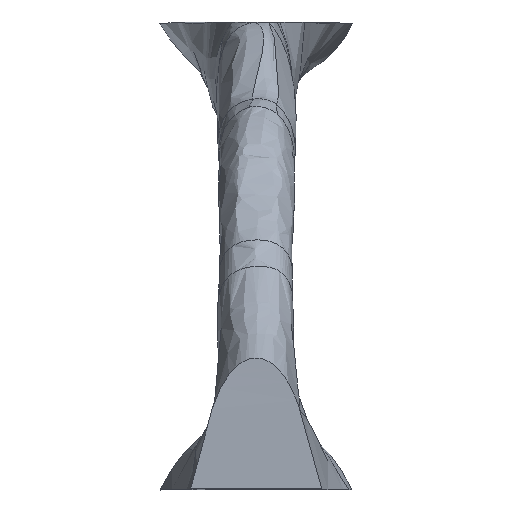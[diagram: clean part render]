
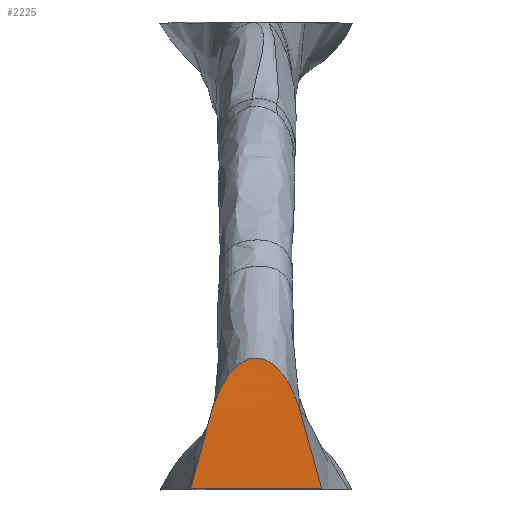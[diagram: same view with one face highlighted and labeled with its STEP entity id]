
A CAD part, top view. The second image highlights one B-rep face of the part: STEP entity #2225.
In plain terms, the highlighted planar face has unit normal (0, 0, -1).
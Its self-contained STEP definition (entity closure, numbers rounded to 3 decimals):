
#2126 = CARTESIAN_POINT('', (2.798,-10.,40.));
#2127 = VERTEX_POINT('', #2126);
#2135 = CARTESIAN_POINT('', (-2.817,-10.,40.));
#2136 = VERTEX_POINT('', #2135);
#2137 = CARTESIAN_POINT('', (-2.82,-9.997,39.997));
#2138 = CARTESIAN_POINT('', (-0.947,-10.003,40.003));
#2139 = CARTESIAN_POINT('', (0.926,-10.,40.));
#2140 = CARTESIAN_POINT('', (2.8,-9.999,39.999));
#2141 = (BOUNDED_CURVE() B_SPLINE_CURVE(3,(#2137,#2138,#2139,#2140),.UNSPECIFIED.,.F.,.F.) B_SPLINE_CURVE_WITH_KNOTS((4,4),(0.,1.),.UNSPECIFIED.) CURVE() GEOMETRIC_REPRESENTATION_ITEM() RATIONAL_B_SPLINE_CURVE((1.,1.,1.,1.)) REPRESENTATION_ITEM(''));
#2142 = EDGE_CURVE('', #2136, #2127, #2141, .T.);
#2192 = CARTESIAN_POINT('', (-0.017,-7.72,40.));
#2193 = DIRECTION('', (0.,0.,1.));
#2194 = DIRECTION('', (0.,-1.,0.));
#2195 = AXIS2_PLACEMENT_3D('', #2192, #2193, #2194);
#2196 = PLANE('', #2195);
#2197 = CARTESIAN_POINT('', (-1.895,-6.593,40.004));
#2198 = VERTEX_POINT('', #2197);
#2199 = CARTESIAN_POINT('', (-2.82,-9.997,39.997));
#2200 = CARTESIAN_POINT('', (-2.562,-8.903,39.98));
#2201 = CARTESIAN_POINT('', (-2.213,-7.744,40.018));
#2202 = CARTESIAN_POINT('', (-1.895,-6.593,40.004));
#2203 = (BOUNDED_CURVE() B_SPLINE_CURVE(3,(#2199,#2200,#2201,#2202),.UNSPECIFIED.,.F.,.F.) B_SPLINE_CURVE_WITH_KNOTS((4,4),(0.,1.),.UNSPECIFIED.) CURVE() GEOMETRIC_REPRESENTATION_ITEM() RATIONAL_B_SPLINE_CURVE((1.,1.,1.,1.)) REPRESENTATION_ITEM(''));
#2204 = EDGE_CURVE('', #2136, #2198, #2203, .T.);
#2205 = ORIENTED_EDGE('', *,*, #2204, .T.);
#2206 = ORIENTED_EDGE('', *,*, #2142, .F.);
#2207 = CARTESIAN_POINT('', (1.835,-6.561,40.));
#2208 = VERTEX_POINT('', #2207);
#2209 = CARTESIAN_POINT('', (2.8,-9.999,39.999));
#2210 = CARTESIAN_POINT('', (2.509,-8.843,39.997));
#2211 = CARTESIAN_POINT('', (2.189,-7.692,39.995));
#2212 = CARTESIAN_POINT('', (1.835,-6.561,40.));
#2213 = (BOUNDED_CURVE() B_SPLINE_CURVE(3,(#2209,#2210,#2211,#2212),.UNSPECIFIED.,.F.,.F.) B_SPLINE_CURVE_WITH_KNOTS((4,4),(0.,1.),.UNSPECIFIED.) CURVE() GEOMETRIC_REPRESENTATION_ITEM() RATIONAL_B_SPLINE_CURVE((1.,1.,1.,1.)) REPRESENTATION_ITEM(''));
#2214 = EDGE_CURVE('', #2127, #2208, #2213, .T.);
#2215 = ORIENTED_EDGE('', *,*, #2214, .F.);
#2216 = CARTESIAN_POINT('', (-1.895,-6.593,40.004));
#2217 = CARTESIAN_POINT('', (-0.952,-3.693,39.981));
#2218 = CARTESIAN_POINT('', (0.918,-3.703,40.018));
#2219 = CARTESIAN_POINT('', (1.835,-6.561,40.));
#2220 = (BOUNDED_CURVE() B_SPLINE_CURVE(3,(#2216,#2217,#2218,#2219),.UNSPECIFIED.,.F.,.F.) B_SPLINE_CURVE_WITH_KNOTS((4,4),(0.,1.),.UNSPECIFIED.) CURVE() GEOMETRIC_REPRESENTATION_ITEM() RATIONAL_B_SPLINE_CURVE((1.,1.,1.,1.)) REPRESENTATION_ITEM(''));
#2221 = EDGE_CURVE('', #2198, #2208, #2220, .T.);
#2222 = ORIENTED_EDGE('', *,*, #2221, .T.);
#2223 = EDGE_LOOP('', (#2205,#2206,#2215,#2222));
#2224 = FACE_OUTER_BOUND('', #2223, .T.);
#2225 = ADVANCED_FACE('', (#2224), #2196, .F.);
